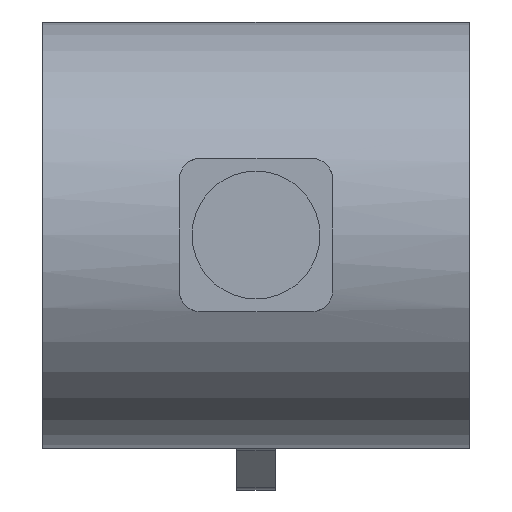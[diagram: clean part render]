
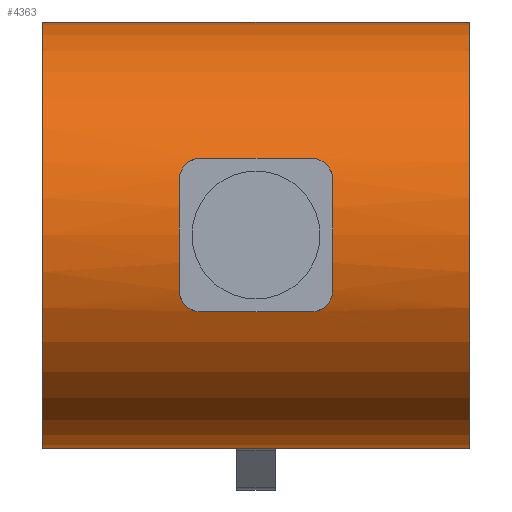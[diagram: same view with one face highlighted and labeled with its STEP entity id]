
A CAD part, left-side view. The second image highlights one B-rep face of the part: STEP entity #4363.
In plain terms, the highlighted cylindrical face has radius 5 mm (diameter 10 mm), a partial arc.
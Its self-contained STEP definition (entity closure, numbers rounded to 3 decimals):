
#29 = VECTOR ( 'NONE', #2652, 1000. ) ;
#36 = AXIS2_PLACEMENT_3D ( 'NONE', #2705, #9492, #185 ) ;
#185 = DIRECTION ( 'NONE',  ( 1., 0., 0. ) ) ;
#188 = ORIENTED_EDGE ( 'NONE', *, *, #6345, .T. ) ;
#190 = VERTEX_POINT ( 'NONE', #2737 ) ;
#271 = CARTESIAN_POINT ( 'NONE',  ( -44.665, -1.435, 1.8 ) ) ;
#276 = CARTESIAN_POINT ( 'NONE',  ( -44.665, -1.3, 1.8 ) ) ;
#525 = CARTESIAN_POINT ( 'NONE',  ( -44.828, -1.8, -1.3 ) ) ;
#566 = EDGE_CURVE ( 'NONE', #8002, #7550, #7743, .T. ) ;
#681 = B_SPLINE_CURVE_WITH_KNOTS ( 'NONE', 3,
 ( #7718, #271, #3688, #6266, #8847, #1168 ),
 .UNSPECIFIED., .F., .F.,
 ( 4, 2, 4 ),
 ( 0., 0., 0.001 ),
 .UNSPECIFIED. ) ;
#744 = DIRECTION ( 'NONE',  ( 0., -1., 0. ) ) ;
#893 = CARTESIAN_POINT ( 'NONE',  ( -44.665, 1.3, -1.8 ) ) ;
#904 = EDGE_LOOP ( 'NONE', ( #3550, #3694, #7596, #6148 ) ) ;
#1009 = CARTESIAN_POINT ( 'NONE',  ( -44.752, 1.748, -1.558 ) ) ;
#1168 = CARTESIAN_POINT ( 'NONE',  ( -44.828, -1.8, 1.3 ) ) ;
#1212 = CARTESIAN_POINT ( 'NONE',  ( -44.665, -1.436, -1.8 ) ) ;
#1474 = VERTEX_POINT ( 'NONE', #11042 ) ;
#1568 = VERTEX_POINT ( 'NONE', #525 ) ;
#1608 = AXIS2_PLACEMENT_3D ( 'NONE', #7266, #7367, #7310 ) ;
#1764 = DIRECTION ( 'NONE',  ( 0., 1., 0. ) ) ;
#1772 = DIRECTION ( 'NONE',  ( 0., 0., -1. ) ) ;
#1823 = CARTESIAN_POINT ( 'NONE',  ( -40., 5., 0. ) ) ;
#1835 = FACE_OUTER_BOUND ( 'NONE', #904, .T. ) ;
#2087 = EDGE_CURVE ( 'NONE', #4907, #4541, #3365, .T. ) ;
#2485 = LINE ( 'NONE', #3385, #5183 ) ;
#2580 = CARTESIAN_POINT ( 'NONE',  ( -40., 1.8, 0. ) ) ;
#2605 = CARTESIAN_POINT ( 'NONE',  ( -44.665, 0., -1.8 ) ) ;
#2652 = DIRECTION ( 'NONE',  ( 0., 1., 0. ) ) ;
#2705 = CARTESIAN_POINT ( 'NONE',  ( -40., -1.8, 0. ) ) ;
#2737 = CARTESIAN_POINT ( 'NONE',  ( -40., -5., 5. ) ) ;
#2945 = ORIENTED_EDGE ( 'NONE', *, *, #2087, .T. ) ;
#3001 = ORIENTED_EDGE ( 'NONE', *, *, #8790, .T. ) ;
#3105 = CARTESIAN_POINT ( 'NONE',  ( -44.687, -1.566, -1.743 ) ) ;
#3186 = ORIENTED_EDGE ( 'NONE', *, *, #10769, .T. ) ;
#3195 = CARTESIAN_POINT ( 'NONE',  ( -44.665, 0., 1.8 ) ) ;
#3365 = LINE ( 'NONE', #3195, #6526 ) ;
#3385 = CARTESIAN_POINT ( 'NONE',  ( -40., 0., -5. ) ) ;
#3520 = EDGE_CURVE ( 'NONE', #5934, #4907, #6751, .T. ) ;
#3550 = ORIENTED_EDGE ( 'NONE', *, *, #566, .F. ) ;
#3631 = VERTEX_POINT ( 'NONE', #3928 ) ;
#3640 = CARTESIAN_POINT ( 'NONE',  ( -44.688, 1.566, -1.743 ) ) ;
#3688 = CARTESIAN_POINT ( 'NONE',  ( -44.688, -1.566, 1.743 ) ) ;
#3694 = ORIENTED_EDGE ( 'NONE', *, *, #9003, .F. ) ;
#3713 = CARTESIAN_POINT ( 'NONE',  ( -44.828, 1.8, 1.3 ) ) ;
#3732 = CARTESIAN_POINT ( 'NONE',  ( -44.665, -1.3, -1.8 ) ) ;
#3761 = CIRCLE ( 'NONE', #36, 5. ) ;
#3928 = CARTESIAN_POINT ( 'NONE',  ( -44.828, 1.8, -1.3 ) ) ;
#3955 = CARTESIAN_POINT ( 'NONE',  ( -44.828, -1.8, -1.3 ) ) ;
#4283 = AXIS2_PLACEMENT_3D ( 'NONE', #2580, #9423, #6006 ) ;
#4294 = CIRCLE ( 'NONE', #1608, 5. ) ;
#4363 = ADVANCED_FACE ( 'NONE', ( #1835, #7784 ), #4420, .T. ) ;
#4392 = CARTESIAN_POINT ( 'NONE',  ( -44.665, 1.436, 1.8 ) ) ;
#4420 = CYLINDRICAL_SURFACE ( 'NONE', #8609, 5. ) ;
#4541 = VERTEX_POINT ( 'NONE', #276 ) ;
#4788 = LINE ( 'NONE', #7364, #5569 ) ;
#4907 = VERTEX_POINT ( 'NONE', #9737 ) ;
#5183 = VECTOR ( 'NONE', #9281, 1000. ) ;
#5325 = CARTESIAN_POINT ( 'NONE',  ( -44.665, 1.3, -1.8 ) ) ;
#5414 = ORIENTED_EDGE ( 'NONE', *, *, #10530, .T. ) ;
#5515 = DIRECTION ( 'NONE',  ( 0., 1., 0. ) ) ;
#5569 = VECTOR ( 'NONE', #5515, 1000. ) ;
#5689 = CARTESIAN_POINT ( 'NONE',  ( -44.752, -1.748, -1.557 ) ) ;
#5934 = VERTEX_POINT ( 'NONE', #8741 ) ;
#6006 = DIRECTION ( 'NONE',  ( -1., 0., 0. ) ) ;
#6148 = ORIENTED_EDGE ( 'NONE', *, *, #8123, .T. ) ;
#6266 = CARTESIAN_POINT ( 'NONE',  ( -44.752, -1.748, 1.558 ) ) ;
#6339 = CARTESIAN_POINT ( 'NONE',  ( -44.665, 1.435, -1.8 ) ) ;
#6345 = EDGE_CURVE ( 'NONE', #4541, #10228, #681, .T. ) ;
#6526 = VECTOR ( 'NONE', #744, 1000. ) ;
#6659 = VERTEX_POINT ( 'NONE', #7763 ) ;
#6751 = B_SPLINE_CURVE_WITH_KNOTS ( 'NONE', 3,
 ( #3713, #8756, #8652, #8877, #4392, #7751 ),
 .UNSPECIFIED., .F., .F.,
 ( 4, 2, 4 ),
 ( 0., 0., 0.001 ),
 .UNSPECIFIED. ) ;
#6875 = CARTESIAN_POINT ( 'NONE',  ( -40., 5., -5. ) ) ;
#6931 = LINE ( 'NONE', #2605, #29 ) ;
#7008 = CARTESIAN_POINT ( 'NONE',  ( -44.828, 1.8, -1.3 ) ) ;
#7152 = EDGE_CURVE ( 'NONE', #8800, #3631, #9778, .T. ) ;
#7266 = CARTESIAN_POINT ( 'NONE',  ( -40., -5., 0. ) ) ;
#7310 = DIRECTION ( 'NONE',  ( 1., 0., 0. ) ) ;
#7364 = CARTESIAN_POINT ( 'NONE',  ( -40., 0., 5. ) ) ;
#7367 = DIRECTION ( 'NONE',  ( 0., 1., 0. ) ) ;
#7550 = VERTEX_POINT ( 'NONE', #7886 ) ;
#7596 = ORIENTED_EDGE ( 'NONE', *, *, #9297, .T. ) ;
#7718 = CARTESIAN_POINT ( 'NONE',  ( -44.665, -1.3, 1.8 ) ) ;
#7743 = CIRCLE ( 'NONE', #8616, 5. ) ;
#7751 = CARTESIAN_POINT ( 'NONE',  ( -44.665, 1.3, 1.8 ) ) ;
#7763 = CARTESIAN_POINT ( 'NONE',  ( -44.665, -1.3, -1.8 ) ) ;
#7784 = FACE_BOUND ( 'NONE', #9366, .T. ) ;
#7886 = CARTESIAN_POINT ( 'NONE',  ( -40., 5., 5. ) ) ;
#8002 = VERTEX_POINT ( 'NONE', #6875 ) ;
#8004 = EDGE_CURVE ( 'NONE', #6659, #8800, #6931, .T. ) ;
#8011 = CARTESIAN_POINT ( 'NONE',  ( -44.793, 1.8, -1.431 ) ) ;
#8107 = ORIENTED_EDGE ( 'NONE', *, *, #8004, .T. ) ;
#8123 = EDGE_CURVE ( 'NONE', #190, #7550, #4788, .T. ) ;
#8388 = CARTESIAN_POINT ( 'NONE',  ( -44.828, -1.8, 1.3 ) ) ;
#8609 = AXIS2_PLACEMENT_3D ( 'NONE', #10305, #10353, #1772 ) ;
#8616 = AXIS2_PLACEMENT_3D ( 'NONE', #1823, #1764, #8675 ) ;
#8625 = B_SPLINE_CURVE_WITH_KNOTS ( 'NONE', 3,
 ( #3955, #9792, #5689, #3105, #1212, #3732 ),
 .UNSPECIFIED., .F., .F.,
 ( 4, 2, 4 ),
 ( 0., 0., 0.001 ),
 .UNSPECIFIED. ) ;
#8652 = CARTESIAN_POINT ( 'NONE',  ( -44.752, 1.748, 1.557 ) ) ;
#8675 = DIRECTION ( 'NONE',  ( 1., 0., 0. ) ) ;
#8741 = CARTESIAN_POINT ( 'NONE',  ( -44.828, 1.8, 1.3 ) ) ;
#8756 = CARTESIAN_POINT ( 'NONE',  ( -44.793, 1.8, 1.431 ) ) ;
#8790 = EDGE_CURVE ( 'NONE', #3631, #5934, #9480, .T. ) ;
#8800 = VERTEX_POINT ( 'NONE', #893 ) ;
#8847 = CARTESIAN_POINT ( 'NONE',  ( -44.793, -1.8, 1.431 ) ) ;
#8877 = CARTESIAN_POINT ( 'NONE',  ( -44.687, 1.566, 1.743 ) ) ;
#9003 = EDGE_CURVE ( 'NONE', #1474, #8002, #2485, .T. ) ;
#9281 = DIRECTION ( 'NONE',  ( 0., 1., 0. ) ) ;
#9297 = EDGE_CURVE ( 'NONE', #1474, #190, #4294, .T. ) ;
#9366 = EDGE_LOOP ( 'NONE', ( #8107, #10116, #3001, #10743, #2945, #188, #3186, #5414 ) ) ;
#9423 = DIRECTION ( 'NONE',  ( 0., 1., 0. ) ) ;
#9480 = CIRCLE ( 'NONE', #4283, 5. ) ;
#9492 = DIRECTION ( 'NONE',  ( 0., -1., 0. ) ) ;
#9737 = CARTESIAN_POINT ( 'NONE',  ( -44.665, 1.3, 1.8 ) ) ;
#9778 = B_SPLINE_CURVE_WITH_KNOTS ( 'NONE', 3,
 ( #5325, #6339, #3640, #1009, #8011, #7008 ),
 .UNSPECIFIED., .F., .F.,
 ( 4, 2, 4 ),
 ( 0., 0., 0.001 ),
 .UNSPECIFIED. ) ;
#9792 = CARTESIAN_POINT ( 'NONE',  ( -44.793, -1.8, -1.431 ) ) ;
#10116 = ORIENTED_EDGE ( 'NONE', *, *, #7152, .T. ) ;
#10228 = VERTEX_POINT ( 'NONE', #8388 ) ;
#10305 = CARTESIAN_POINT ( 'NONE',  ( -40., 0., 0. ) ) ;
#10353 = DIRECTION ( 'NONE',  ( 0., 1., 0. ) ) ;
#10530 = EDGE_CURVE ( 'NONE', #1568, #6659, #8625, .T. ) ;
#10743 = ORIENTED_EDGE ( 'NONE', *, *, #3520, .T. ) ;
#10769 = EDGE_CURVE ( 'NONE', #10228, #1568, #3761, .T. ) ;
#11042 = CARTESIAN_POINT ( 'NONE',  ( -40., -5., -5. ) ) ;
